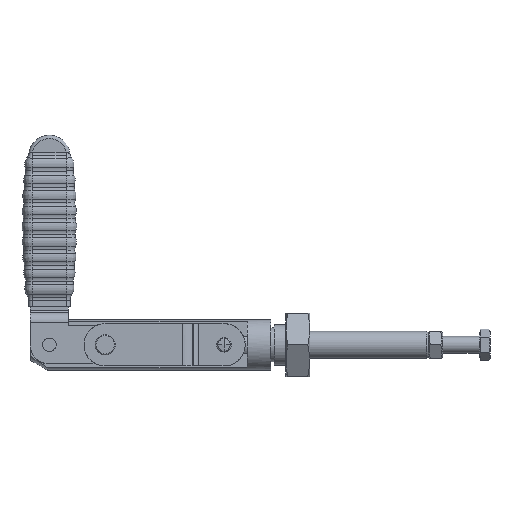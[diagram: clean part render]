
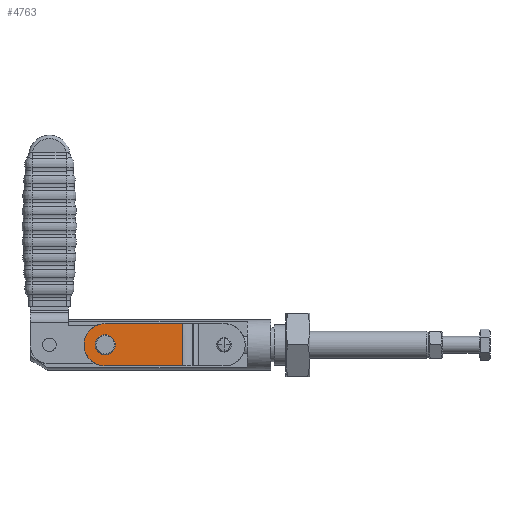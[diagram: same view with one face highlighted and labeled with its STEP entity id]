
A CAD part, top view. The second image highlights one B-rep face of the part: STEP entity #4763.
In plain terms, the highlighted planar face has unit normal (0, 0, 1).
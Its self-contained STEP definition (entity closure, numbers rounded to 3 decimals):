
#4695=AXIS2_PLACEMENT_3D('Plane Axis2P3D',#4692,#4693,#4694) ;
#4731=AXIS2_PLACEMENT_3D('Circle Axis2P3D',#4729,#4730,$) ;
#4740=AXIS2_PLACEMENT_3D('Circle Axis2P3D',#4738,#4739,$) ;
#4747=AXIS2_PLACEMENT_3D('Circle Axis2P3D',#4745,#4746,$) ;
#4754=AXIS2_PLACEMENT_3D('Circle Axis2P3D',#4752,#4753,$) ;
#3306=CARTESIAN_POINT('Vertex',(89.738,-12.5,16.311)) ;
#3309=CARTESIAN_POINT('Line Origine',(66.869,-12.5,16.311)) ;
#3313=CARTESIAN_POINT('Vertex',(44.,-12.5,16.311)) ;
#3438=CARTESIAN_POINT('Vertex',(44.,12.5,16.311)) ;
#3441=CARTESIAN_POINT('Line Origine',(66.869,12.5,16.311)) ;
#3445=CARTESIAN_POINT('Vertex',(89.738,12.5,16.311)) ;
#4680=CARTESIAN_POINT('Line Origine',(89.738,0.,16.311)) ;
#4692=CARTESIAN_POINT('Axis2P3D Location',(79.585,0.,16.311)) ;
#4698=CARTESIAN_POINT('Control Point',(44.,-12.5,16.311)) ;
#4699=CARTESIAN_POINT('Control Point',(42.788,-12.5,16.311)) ;
#4700=CARTESIAN_POINT('Control Point',(41.575,-12.353,16.311)) ;
#4701=CARTESIAN_POINT('Control Point',(40.386,-12.059,16.311)) ;
#4702=CARTESIAN_POINT('Control Point',(38.104,-11.189,16.311)) ;
#4703=CARTESIAN_POINT('Control Point',(36.096,-9.798,16.311)) ;
#4704=CARTESIAN_POINT('Control Point',(35.181,-8.984,16.311)) ;
#4705=CARTESIAN_POINT('Control Point',(33.568,-7.15,16.311)) ;
#4706=CARTESIAN_POINT('Control Point',(32.44,-4.984,16.311)) ;
#4707=CARTESIAN_POINT('Control Point',(32.01,-3.837,16.311)) ;
#4708=CARTESIAN_POINT('Control Point',(31.438,-1.462,16.311)) ;
#4709=CARTESIAN_POINT('Control Point',(31.449,0.98,16.311)) ;
#4710=CARTESIAN_POINT('Control Point',(31.604,2.195,16.311)) ;
#4711=CARTESIAN_POINT('Control Point',(32.205,4.563,16.311)) ;
#4712=CARTESIAN_POINT('Control Point',(33.354,6.718,16.311)) ;
#4713=CARTESIAN_POINT('Control Point',(34.057,7.721,16.311)) ;
#4714=CARTESIAN_POINT('Control Point',(35.692,9.535,16.311)) ;
#4715=CARTESIAN_POINT('Control Point',(37.713,10.907,16.311)) ;
#4716=CARTESIAN_POINT('Control Point',(38.803,11.466,16.311)) ;
#4717=CARTESIAN_POINT('Control Point',(40.497,12.089,16.311)) ;
#4718=CARTESIAN_POINT('Control Point',(42.264,12.399,16.311)) ;
#4719=CARTESIAN_POINT('Control Point',(42.841,12.466,16.311)) ;
#4720=CARTESIAN_POINT('Control Point',(43.421,12.5,16.311)) ;
#4721=CARTESIAN_POINT('Control Point',(44.,12.5,16.311)) ;
#4729=CARTESIAN_POINT('Axis2P3D Location',(44.,0.,16.311)) ;
#4733=CARTESIAN_POINT('Vertex',(50.,0.,16.311)) ;
#4735=CARTESIAN_POINT('Vertex',(44.,-6.,16.311)) ;
#4738=CARTESIAN_POINT('Axis2P3D Location',(44.,0.,16.311)) ;
#4742=CARTESIAN_POINT('Vertex',(38.,0.,16.311)) ;
#4745=CARTESIAN_POINT('Axis2P3D Location',(44.,0.,16.311)) ;
#4749=CARTESIAN_POINT('Vertex',(44.,6.,16.311)) ;
#4752=CARTESIAN_POINT('Axis2P3D Location',(44.,0.,16.311)) ;
#3310=DIRECTION('Vector Direction',(-1.,0.,0.)) ;
#3442=DIRECTION('Vector Direction',(1.,0.,0.)) ;
#4681=DIRECTION('Vector Direction',(0.,1.,0.)) ;
#4693=DIRECTION('Axis2P3D Direction',(0.,0.,1.)) ;
#4694=DIRECTION('Axis2P3D XDirection',(1.,0.,0.)) ;
#4730=DIRECTION('Axis2P3D Direction',(0.,0.,1.)) ;
#4739=DIRECTION('Axis2P3D Direction',(0.,0.,1.)) ;
#4746=DIRECTION('Axis2P3D Direction',(0.,0.,1.)) ;
#4753=DIRECTION('Axis2P3D Direction',(0.,0.,1.)) ;
#3311=VECTOR('Line Direction',#3310,1.) ;
#3443=VECTOR('Line Direction',#3442,1.) ;
#4682=VECTOR('Line Direction',#4681,1.) ;
#4724=ORIENTED_EDGE('',*,*,#4684,.T.) ;
#4725=ORIENTED_EDGE('',*,*,#3447,.F.) ;
#4726=ORIENTED_EDGE('',*,*,#4722,.F.) ;
#4727=ORIENTED_EDGE('',*,*,#3315,.F.) ;
#4758=ORIENTED_EDGE('',*,*,#4737,.T.) ;
#4759=ORIENTED_EDGE('',*,*,#4744,.T.) ;
#4760=ORIENTED_EDGE('',*,*,#4751,.T.) ;
#4761=ORIENTED_EDGE('',*,*,#4756,.T.) ;
#4762=FACE_BOUND('',#4757,.T.) ;
#4763=ADVANCED_FACE('SCHUBSTANGENSPANNER_TS_P_750_357886',(#4728,#4762),#4696,.T.) ;
#4697=B_SPLINE_CURVE_WITH_KNOTS('',5,(#4698,#4699,#4700,#4701,#4702,#4703,#4704,#4705,#4706,#4707,#4708,#4709,#4710,#4711,#4712,#4713,#4714,#4715,#4716,#4717,#4718,#4719,#4720,#4721),.UNSPECIFIED.,.F.,.U.,(6,3,3,3,3,3,3,6),(0.,8.573,17.146,25.719,34.293,42.866,51.439,55.536),.UNSPECIFIED.) ;
#4732=CIRCLE('generated circle',#4731,6.) ;
#4741=CIRCLE('generated circle',#4740,6.) ;
#4748=CIRCLE('generated circle',#4747,6.) ;
#4755=CIRCLE('generated circle',#4754,6.) ;
#3315=EDGE_CURVE('',#3307,#3314,#3312,.T.) ;
#3447=EDGE_CURVE('',#3439,#3446,#3444,.T.) ;
#4684=EDGE_CURVE('',#3307,#3446,#4683,.T.) ;
#4722=EDGE_CURVE('',#3314,#3439,#4697,.T.) ;
#4737=EDGE_CURVE('',#4734,#4736,#4732,.F.) ;
#4744=EDGE_CURVE('',#4736,#4743,#4741,.F.) ;
#4751=EDGE_CURVE('',#4743,#4750,#4748,.F.) ;
#4756=EDGE_CURVE('',#4750,#4734,#4755,.F.) ;
#4723=EDGE_LOOP('',(#4724,#4725,#4726,#4727)) ;
#4757=EDGE_LOOP('',(#4758,#4759,#4760,#4761)) ;
#4728=FACE_OUTER_BOUND('',#4723,.T.) ;
#3312=LINE('Line',#3309,#3311) ;
#3444=LINE('Line',#3441,#3443) ;
#4683=LINE('Line',#4680,#4682) ;
#4696=PLANE('Plane',#4695) ;
#3307=VERTEX_POINT('',#3306) ;
#3314=VERTEX_POINT('',#3313) ;
#3439=VERTEX_POINT('',#3438) ;
#3446=VERTEX_POINT('',#3445) ;
#4734=VERTEX_POINT('',#4733) ;
#4736=VERTEX_POINT('',#4735) ;
#4743=VERTEX_POINT('',#4742) ;
#4750=VERTEX_POINT('',#4749) ;
